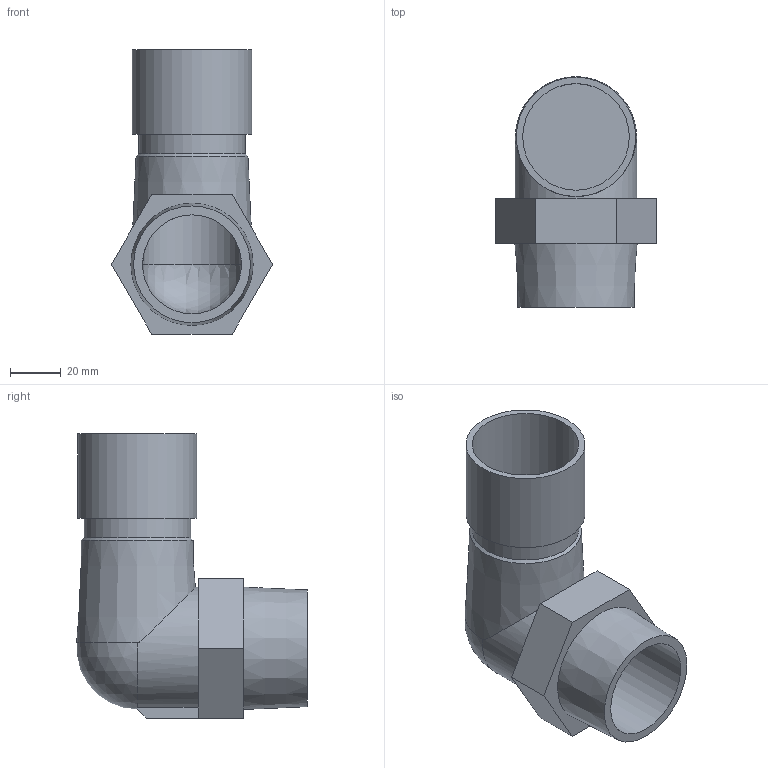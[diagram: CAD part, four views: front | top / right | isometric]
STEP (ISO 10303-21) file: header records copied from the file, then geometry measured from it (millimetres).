
FILE_DESCRIPTION( ( 'Unknown' ), '1' );
FILE_NAME( 'F8R11-2DN42.stp', 'Unknown', ( 'Unknown' ), ( 'Unknown' ), 'PSStep 14.0', 'Unknown', ' ' );
FILE_SCHEMA( ( 'AUTOMOTIVE_DESIGN { 1 0 10303 214 1 1 1 1 }' ) );
Length unit declared in the file: millimetre
Products named in the file (1): 1
Bounding box: 63.51 x 90.9 x 112 mm (x, y, z)
Volume: 97349.3 mm3; surface area: 45655.7 mm2
Topology: 1 solids, 1 shells, 29 faces, 67 edges, 41 vertices
Faces by surface type: plane 18, cylinder 6, cone 3, sphere 2
Full cylindrical faces by diameter (mm): 39 x2, 42 x2, 47 x1
Entity records: 1062 total; most frequent: CARTESIAN_POINT 206, DIRECTION 132, ORIENTED_EDGE 106, EDGE_CURVE 53, AXIS2_PLACEMENT_3D 50, EDGE_LOOP 41, VERTEX_POINT 38, FACE_OUTER_BOUND 34
